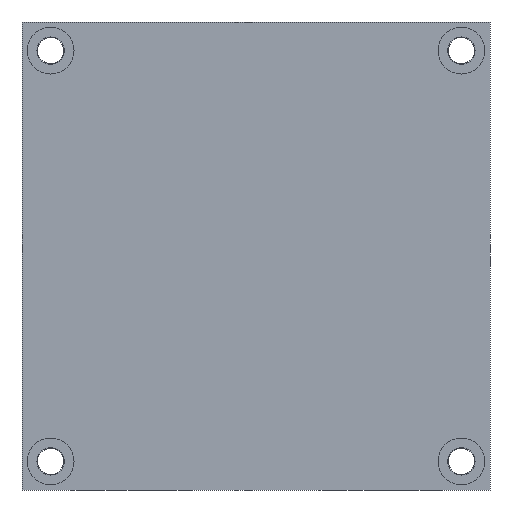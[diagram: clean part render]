
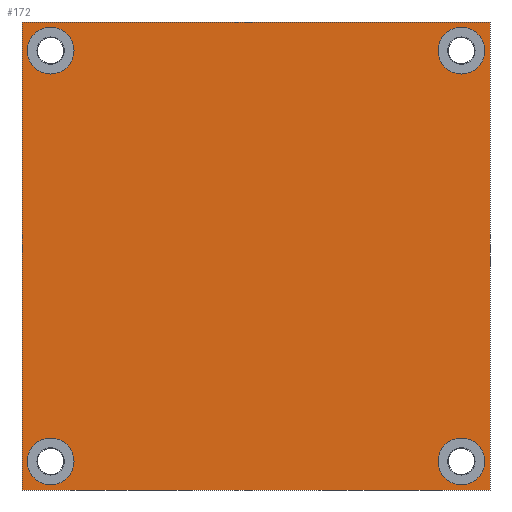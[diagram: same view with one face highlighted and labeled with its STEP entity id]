
A CAD part, front view. The second image highlights one B-rep face of the part: STEP entity #172.
In plain terms, the highlighted planar face has unit normal (0, -1, 0).
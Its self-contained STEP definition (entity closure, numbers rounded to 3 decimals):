
#172 = ADVANCED_FACE( '', ( #396, #397, #398, #399, #400 ), #401, .T. );
#396 = FACE_BOUND( '', #631, .T. );
#397 = FACE_BOUND( '', #632, .T. );
#398 = FACE_BOUND( '', #633, .T. );
#399 = FACE_BOUND( '', #634, .T. );
#400 = FACE_OUTER_BOUND( '', #635, .T. );
#401 = PLANE( '', #636 );
#631 = EDGE_LOOP( '', ( #1335, #1336 ) );
#632 = EDGE_LOOP( '', ( #1337, #1338 ) );
#633 = EDGE_LOOP( '', ( #1339, #1340 ) );
#634 = EDGE_LOOP( '', ( #1341, #1342 ) );
#635 = EDGE_LOOP( '', ( #1343, #1344, #1345, #1346 ) );
#636 = AXIS2_PLACEMENT_3D( '', #1347, #1348, #1349 );
#1335 = ORIENTED_EDGE( '', *, *, #1489, .T. );
#1336 = ORIENTED_EDGE( '', *, *, #1520, .T. );
#1337 = ORIENTED_EDGE( '', *, *, #1474, .T. );
#1338 = ORIENTED_EDGE( '', *, *, #1527, .T. );
#1339 = ORIENTED_EDGE( '', *, *, #1459, .T. );
#1340 = ORIENTED_EDGE( '', *, *, #1534, .T. );
#1341 = ORIENTED_EDGE( '', *, *, #1444, .T. );
#1342 = ORIENTED_EDGE( '', *, *, #1541, .T. );
#1343 = ORIENTED_EDGE( '', *, *, #1586, .T. );
#1344 = ORIENTED_EDGE( '', *, *, #1579, .F. );
#1345 = ORIENTED_EDGE( '', *, *, #1587, .T. );
#1346 = ORIENTED_EDGE( '', *, *, #1584, .T. );
#1347 = CARTESIAN_POINT( '', ( 90., 0., 0. ) );
#1348 = DIRECTION( '', ( 0., -1., 0. ) );
#1349 = DIRECTION( '', ( 1., 0., 0. ) );
#1444 = EDGE_CURVE( '', #1722, #1726, #1728, .T. );
#1459 = EDGE_CURVE( '', #1751, #1755, #1757, .T. );
#1474 = EDGE_CURVE( '', #1780, #1784, #1786, .T. );
#1489 = EDGE_CURVE( '', #1809, #1813, #1815, .T. );
#1520 = EDGE_CURVE( '', #1813, #1809, #1863, .T. );
#1527 = EDGE_CURVE( '', #1784, #1780, #1870, .T. );
#1534 = EDGE_CURVE( '', #1755, #1751, #1877, .T. );
#1541 = EDGE_CURVE( '', #1726, #1722, #1884, .T. );
#1579 = EDGE_CURVE( '', #1924, #1919, #1926, .T. );
#1584 = EDGE_CURVE( '', #1934, #1932, #1935, .T. );
#1586 = EDGE_CURVE( '', #1932, #1919, #1937, .T. );
#1587 = EDGE_CURVE( '', #1924, #1934, #1938, .T. );
#1722 = VERTEX_POINT( '', #2107 );
#1726 = VERTEX_POINT( '', #2112 );
#1728 = CIRCLE( '', #2115, 9. );
#1751 = VERTEX_POINT( '', #2144 );
#1755 = VERTEX_POINT( '', #2149 );
#1757 = CIRCLE( '', #2152, 9. );
#1780 = VERTEX_POINT( '', #2181 );
#1784 = VERTEX_POINT( '', #2186 );
#1786 = CIRCLE( '', #2189, 9. );
#1809 = VERTEX_POINT( '', #2218 );
#1813 = VERTEX_POINT( '', #2223 );
#1815 = CIRCLE( '', #2226, 9. );
#1863 = CIRCLE( '', #2354, 9. );
#1870 = CIRCLE( '', #2361, 9. );
#1877 = CIRCLE( '', #2368, 9. );
#1884 = CIRCLE( '', #2375, 9. );
#1919 = VERTEX_POINT( '', #2410 );
#1924 = VERTEX_POINT( '', #2417 );
#1926 = LINE( '', #2420, #2421 );
#1932 = VERTEX_POINT( '', #2430 );
#1934 = VERTEX_POINT( '', #2433 );
#1935 = LINE( '', #2434, #2435 );
#1937 = LINE( '', #2438, #2439 );
#1938 = LINE( '', #2440, #2441 );
#2107 = CARTESIAN_POINT( '', ( 88., 0., 11. ) );
#2112 = CARTESIAN_POINT( '', ( 70., 0., 11. ) );
#2115 = AXIS2_PLACEMENT_3D( '', #2580, #2581, #2582 );
#2144 = CARTESIAN_POINT( '', ( -70., 0., 169. ) );
#2149 = CARTESIAN_POINT( '', ( -88., 0., 169. ) );
#2152 = AXIS2_PLACEMENT_3D( '', #2609, #2610, #2611 );
#2181 = CARTESIAN_POINT( '', ( 88., 0., 169. ) );
#2186 = CARTESIAN_POINT( '', ( 70., 0., 169. ) );
#2189 = AXIS2_PLACEMENT_3D( '', #2638, #2639, #2640 );
#2218 = CARTESIAN_POINT( '', ( -70., 0., 11. ) );
#2223 = CARTESIAN_POINT( '', ( -88., 0., 11. ) );
#2226 = AXIS2_PLACEMENT_3D( '', #2667, #2668, #2669 );
#2354 = AXIS2_PLACEMENT_3D( '', #2726, #2727, #2728 );
#2361 = AXIS2_PLACEMENT_3D( '', #2747, #2748, #2749 );
#2368 = AXIS2_PLACEMENT_3D( '', #2768, #2769, #2770 );
#2375 = AXIS2_PLACEMENT_3D( '', #2789, #2790, #2791 );
#2410 = CARTESIAN_POINT( '', ( -90., 0., 180. ) );
#2417 = CARTESIAN_POINT( '', ( -90., 0., 0. ) );
#2420 = CARTESIAN_POINT( '', ( -90., 0., 0. ) );
#2421 = VECTOR( '', #2897, 1. );
#2430 = CARTESIAN_POINT( '', ( 90., 0., 180. ) );
#2433 = CARTESIAN_POINT( '', ( 90., 0., 0. ) );
#2434 = CARTESIAN_POINT( '', ( 90., 0., 0. ) );
#2435 = VECTOR( '', #2902, 1. );
#2438 = CARTESIAN_POINT( '', ( -90., 0., 180. ) );
#2439 = VECTOR( '', #2904, 1. );
#2440 = CARTESIAN_POINT( '', ( -90., 0., 0. ) );
#2441 = VECTOR( '', #2905, 1. );
#2580 = CARTESIAN_POINT( '', ( 79., 0., 11. ) );
#2581 = DIRECTION( '', ( 0., 1., 0. ) );
#2582 = DIRECTION( '', ( 1., 0., 0. ) );
#2609 = CARTESIAN_POINT( '', ( -79., 0., 169. ) );
#2610 = DIRECTION( '', ( 0., 1., 0. ) );
#2611 = DIRECTION( '', ( 1., 0., 0. ) );
#2638 = CARTESIAN_POINT( '', ( 79., 0., 169. ) );
#2639 = DIRECTION( '', ( 0., 1., 0. ) );
#2640 = DIRECTION( '', ( 1., 0., 0. ) );
#2667 = CARTESIAN_POINT( '', ( -79., 0., 11. ) );
#2668 = DIRECTION( '', ( 0., 1., 0. ) );
#2669 = DIRECTION( '', ( 1., 0., 0. ) );
#2726 = CARTESIAN_POINT( '', ( -79., 0., 11. ) );
#2727 = DIRECTION( '', ( 0., 1., 0. ) );
#2728 = DIRECTION( '', ( 1., 0., 0. ) );
#2747 = CARTESIAN_POINT( '', ( 79., 0., 169. ) );
#2748 = DIRECTION( '', ( 0., 1., 0. ) );
#2749 = DIRECTION( '', ( 1., 0., 0. ) );
#2768 = CARTESIAN_POINT( '', ( -79., 0., 169. ) );
#2769 = DIRECTION( '', ( 0., 1., 0. ) );
#2770 = DIRECTION( '', ( 1., 0., 0. ) );
#2789 = CARTESIAN_POINT( '', ( 79., 0., 11. ) );
#2790 = DIRECTION( '', ( 0., 1., 0. ) );
#2791 = DIRECTION( '', ( 1., 0., 0. ) );
#2897 = DIRECTION( '', ( 0., 0., 1. ) );
#2902 = DIRECTION( '', ( 0., 0., 1. ) );
#2904 = DIRECTION( '', ( -1., 0., 0. ) );
#2905 = DIRECTION( '', ( 1., 0., 0. ) );
